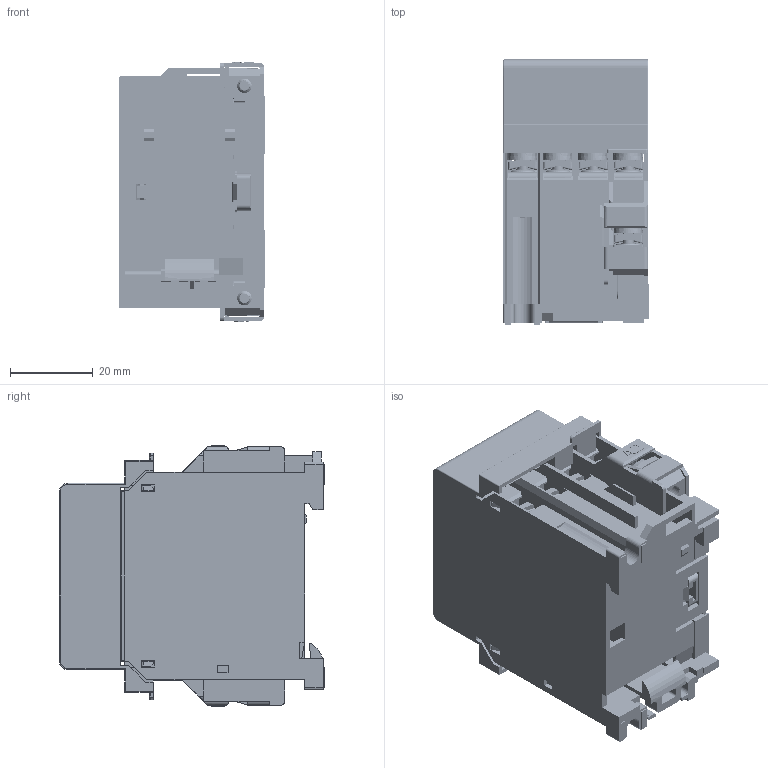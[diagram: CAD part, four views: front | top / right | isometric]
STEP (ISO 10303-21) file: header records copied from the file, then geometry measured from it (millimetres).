
FILE_DESCRIPTION((''),'2;1');
FILE_NAME('K03_ASM','2019-05-28T',('jsubic'),('Audax d.o.o.'),'CREO PARAMETRIC BY PTC INC, 2015290','CREO PARAMETRIC BY PTC INC, 2015290','');
FILE_SCHEMA(('AUTOMOTIVE_DESIGN { 1 0 10303 214 1 1 1 1 }'));
Products named in the file (22): 37422271_BREZ_OSI; 37250656; 37422273; 37422274; 37422275; 38552233; 37200667_AF0; 38552233V_ASM; 38552227; 37200667_AF1; 38552227V_ASM; 38422386_ASM; 37551750; 37551751; 38552231; 38552232; 38300099-VIJAK; 38300099-PODL; 38300099_ASM; 37422272; 37423952; K03_ASM
Assembly tree (38 placements, depth 4):
  K03_ASM
    37422271_BREZ_OSI
    37250656
    37422273
    38422386_ASM
      37422274
      37422275
      38552233V_ASM  x3
        38552233
        37200667_AF0
      38552227V_ASM
        38552227
        37200667_AF1
    37551750
    37551751
    38552231  x4
    38552232  x4
    38300099_ASM  x10
      38300099-VIJAK
      38300099-PODL
    37422272
    37423952
Bounding box: 35.2 x 64 x 62.8 mm (x, y, z)
Volume: 34718.3 mm3; surface area: 64014.1 mm2
Topology: 45 solids, 47 shells, 5491 faces, 14950 edges, 9560 vertices
Faces by surface type: plane 3233, cylinder 1488, torus 329, bspline 265, cone 133, sphere 43
Entity records: 137083 total; most frequent: CARTESIAN_POINT 38860, ORIENTED_EDGE 18678, DIRECTION 17425, EDGE_CURVE 9343, VECTOR 7355, LINE 7355, VERTEX_POINT 6038, AXIS2_PLACEMENT_3D 5035
